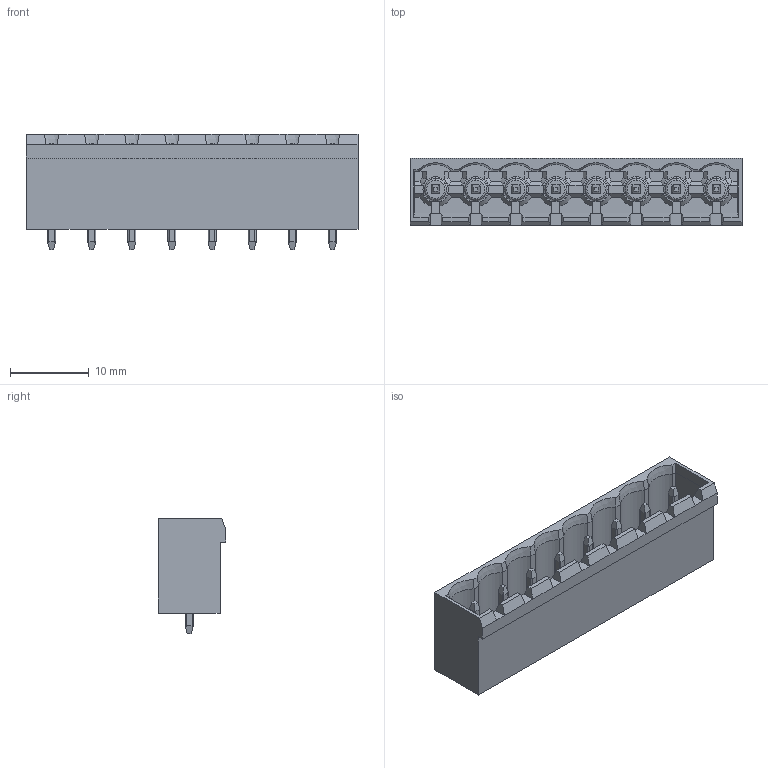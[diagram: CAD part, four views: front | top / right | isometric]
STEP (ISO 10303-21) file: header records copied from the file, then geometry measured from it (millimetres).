
FILE_DESCRIPTION((''),'2;1');
FILE_NAME('WJ2EDGVC-THT-508-08P','2017-03-16T',('QZY'),(''),'CREO PARAMETRIC BY PTC INC, 2014440','CREO PARAMETRIC BY PTC INC, 2014440','');
FILE_SCHEMA(('CONFIG_CONTROL_DESIGN'));
Length unit declared in the file: millimetre
Products named in the file (1): WJ2EDGVC-THT-508-08P
Bounding box: 42.04 x 8.5 x 14.6 mm (x, y, z)
Volume: 1637.9 mm3; surface area: 3662.4 mm2
Topology: 1 solids, 1 shells, 751 faces, 1995 edges, 1262 vertices
Faces by surface type: plane 535, cylinder 112, cone 56, torus 32, sphere 16
Entity records: 24125 total; most frequent: CARTESIAN_POINT 4878, ORIENTED_EDGE 3958, DIRECTION 3553, EDGE_CURVE 1979, VECTOR 1395, LINE 1395, VERTEX_POINT 1262, AXIS2_PLACEMENT_3D 1079
